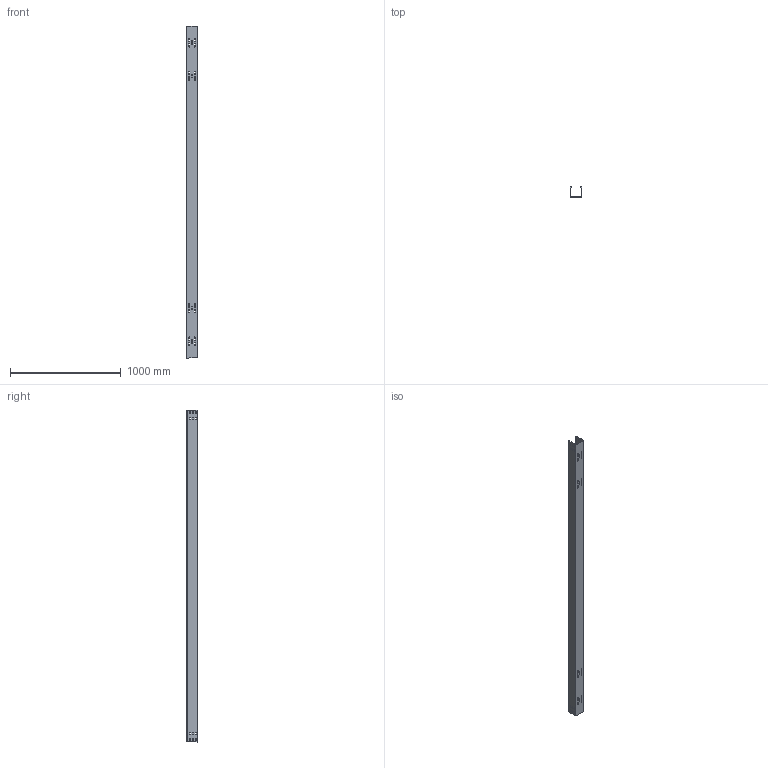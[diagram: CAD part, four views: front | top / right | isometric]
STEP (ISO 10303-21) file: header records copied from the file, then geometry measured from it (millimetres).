
FILE_DESCRIPTION (( 'STEP AP214' ), '1' );
FILE_NAME ('6062000.stp', '2019-12-11T10:35:18', ( '' ), ( '' ), 'SwSTEP 2.0', 'SolidWorks 2018', '' );
FILE_SCHEMA (( 'AUTOMOTIVE_DESIGN' ));
Length unit declared in the file: millimetre
Products named in the file (1): 6062000
Bounding box: 100 x 98 x 3000 mm (x, y, z)
Volume: 1889740.9 mm3; surface area: 1908193.8 mm2
Topology: 1 solids, 1 shells, 254 faces, 740 edges, 488 vertices
Faces by surface type: cylinder 136, plane 118
Entity records: 8678 total; most frequent: DIRECTION 1522, CARTESIAN_POINT 1483, ORIENTED_EDGE 1480, EDGE_CURVE 740, AXIS2_PLACEMENT_3D 527, VERTEX_POINT 488, VECTOR 468, LINE 468
